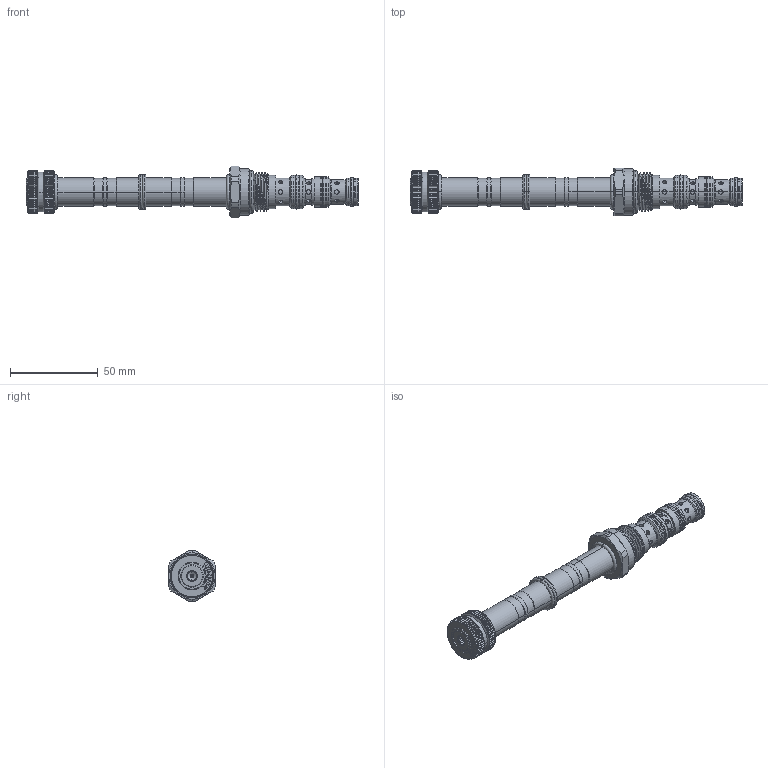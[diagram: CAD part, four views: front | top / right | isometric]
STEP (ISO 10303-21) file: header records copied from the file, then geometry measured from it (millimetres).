
FILE_DESCRIPTION (( 'STEP AP203' ), '1' );
FILE_NAME ('ES10W4C22P04.STEP', '2020-04-10T01:34:28', ( '' ), ( '' ), 'SwSTEP 2.0', 'SolidWorks 2018', '' );
FILE_SCHEMA (( 'CONFIG_CONTROL_DESIGN' ));
Length unit declared in the file: millimetre
Products named in the file (1): ES10W4C22P04
Bounding box: 189.5 x 27 x 29.6 mm (x, y, z)
Volume: 47835.7 mm3; surface area: 18133.1 mm2
Topology: 9 solids, 9 shells, 1156 faces, 3029 edges, 1909 vertices
Faces by surface type: cylinder 492, plane 456, cone 164, torus 36, bspline 8
Entity records: 40737 total; most frequent: CARTESIAN_POINT 13026, ORIENTED_EDGE 6058, DIRECTION 5476, EDGE_CURVE 3029, AXIS2_PLACEMENT_3D 2132, VERTEX_POINT 1909, EDGE_LOOP 1238, LINE 1212
